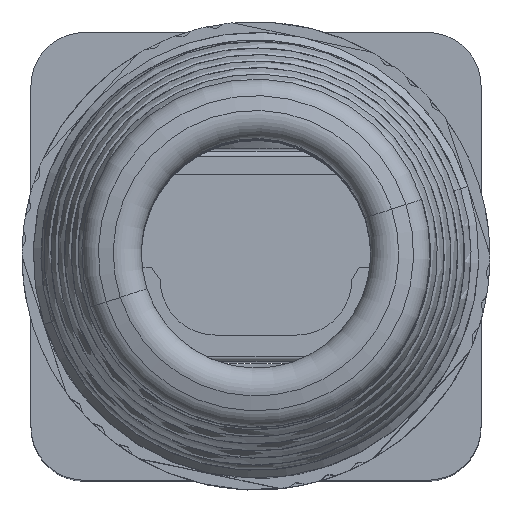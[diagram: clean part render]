
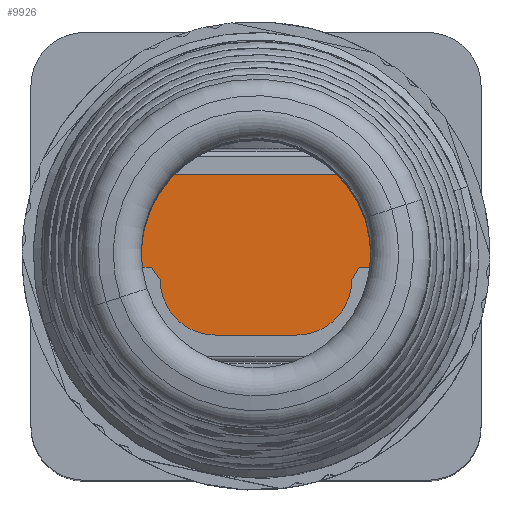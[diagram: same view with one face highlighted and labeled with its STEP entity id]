
A CAD part, top view. The second image highlights one B-rep face of the part: STEP entity #9926.
In plain terms, the highlighted planar face has unit normal (0, 0, 1).
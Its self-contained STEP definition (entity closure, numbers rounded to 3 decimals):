
#9828=AXIS2_PLACEMENT_3D('Circle Axis2P3D',#9826,#9827,$) ;
#9842=AXIS2_PLACEMENT_3D('Plane Axis2P3D',#9839,#9840,#9841) ;
#9867=AXIS2_PLACEMENT_3D('Circle Axis2P3D',#9865,#9866,$) ;
#9881=AXIS2_PLACEMENT_3D('Circle Axis2P3D',#9879,#9880,$) ;
#9909=AXIS2_PLACEMENT_3D('Circle Axis2P3D',#9907,#9908,$) ;
#9246=CARTESIAN_POINT('Vertex',(5.25,14.175,31.15)) ;
#9249=CARTESIAN_POINT('Line Origine',(10.5,14.175,31.15)) ;
#9253=CARTESIAN_POINT('Vertex',(15.75,14.175,31.15)) ;
#9823=CARTESIAN_POINT('Vertex',(4.95,13.875,31.15)) ;
#9826=CARTESIAN_POINT('Axis2P3D Location',(5.25,13.875,31.15)) ;
#9839=CARTESIAN_POINT('Axis2P3D Location',(5.25,13.875,31.15)) ;
#9844=CARTESIAN_POINT('Line Origine',(4.95,11.945,31.15)) ;
#9848=CARTESIAN_POINT('Vertex',(4.95,10.015,31.15)) ;
#9851=CARTESIAN_POINT('Line Origine',(5.375,10.015,31.15)) ;
#9855=CARTESIAN_POINT('Vertex',(5.801,10.015,31.15)) ;
#9858=CARTESIAN_POINT('Line Origine',(6.,9.73,31.15)) ;
#9862=CARTESIAN_POINT('Vertex',(6.2,9.445,31.15)) ;
#9865=CARTESIAN_POINT('Axis2P3D Location',(8.67,9.445,31.15)) ;
#9869=CARTESIAN_POINT('Vertex',(8.67,6.975,31.15)) ;
#9872=CARTESIAN_POINT('Line Origine',(10.5,6.975,31.15)) ;
#9876=CARTESIAN_POINT('Vertex',(12.33,6.975,31.15)) ;
#9879=CARTESIAN_POINT('Axis2P3D Location',(12.33,9.445,31.15)) ;
#9883=CARTESIAN_POINT('Vertex',(14.8,9.445,31.15)) ;
#9886=CARTESIAN_POINT('Line Origine',(14.965,9.73,31.15)) ;
#9890=CARTESIAN_POINT('Vertex',(15.129,10.015,31.15)) ;
#9893=CARTESIAN_POINT('Line Origine',(15.59,10.015,31.15)) ;
#9897=CARTESIAN_POINT('Vertex',(16.05,10.015,31.15)) ;
#9900=CARTESIAN_POINT('Line Origine',(16.05,11.945,31.15)) ;
#9904=CARTESIAN_POINT('Vertex',(16.05,13.875,31.15)) ;
#9907=CARTESIAN_POINT('Axis2P3D Location',(15.75,13.875,31.15)) ;
#9250=DIRECTION('Vector Direction',(1.,0.,0.)) ;
#9827=DIRECTION('Axis2P3D Direction',(0.,0.,-1.)) ;
#9840=DIRECTION('Axis2P3D Direction',(0.,0.,-1.)) ;
#9841=DIRECTION('Axis2P3D XDirection',(1.,0.,0.)) ;
#9845=DIRECTION('Vector Direction',(0.,1.,0.)) ;
#9852=DIRECTION('Vector Direction',(-1.,0.,0.)) ;
#9859=DIRECTION('Vector Direction',(-0.574,0.819,0.)) ;
#9866=DIRECTION('Axis2P3D Direction',(0.,0.,-1.)) ;
#9873=DIRECTION('Vector Direction',(-1.,0.,0.)) ;
#9880=DIRECTION('Axis2P3D Direction',(0.,0.,-1.)) ;
#9887=DIRECTION('Vector Direction',(-0.5,-0.866,0.)) ;
#9894=DIRECTION('Vector Direction',(-1.,0.,0.)) ;
#9901=DIRECTION('Vector Direction',(0.,-1.,0.)) ;
#9908=DIRECTION('Axis2P3D Direction',(0.,0.,-1.)) ;
#9251=VECTOR('Line Direction',#9250,1.) ;
#9846=VECTOR('Line Direction',#9845,1.) ;
#9853=VECTOR('Line Direction',#9852,1.) ;
#9860=VECTOR('Line Direction',#9859,1.) ;
#9874=VECTOR('Line Direction',#9873,1.) ;
#9888=VECTOR('Line Direction',#9887,1.) ;
#9895=VECTOR('Line Direction',#9894,1.) ;
#9902=VECTOR('Line Direction',#9901,1.) ;
#9913=ORIENTED_EDGE('',*,*,#9850,.F.) ;
#9914=ORIENTED_EDGE('',*,*,#9857,.F.) ;
#9915=ORIENTED_EDGE('',*,*,#9864,.F.) ;
#9916=ORIENTED_EDGE('',*,*,#9871,.F.) ;
#9917=ORIENTED_EDGE('',*,*,#9878,.F.) ;
#9918=ORIENTED_EDGE('',*,*,#9885,.F.) ;
#9919=ORIENTED_EDGE('',*,*,#9892,.F.) ;
#9920=ORIENTED_EDGE('',*,*,#9899,.F.) ;
#9921=ORIENTED_EDGE('',*,*,#9906,.F.) ;
#9922=ORIENTED_EDGE('',*,*,#9911,.F.) ;
#9923=ORIENTED_EDGE('',*,*,#9255,.F.) ;
#9924=ORIENTED_EDGE('',*,*,#9830,.F.) ;
#9926=ADVANCED_FACE('Hauptk\X2\00F6\X0\rper',(#9925),#9843,.F.) ;
#9829=CIRCLE('generated circle',#9828,0.3) ;
#9868=CIRCLE('generated circle',#9867,2.47) ;
#9882=CIRCLE('generated circle',#9881,2.47) ;
#9910=CIRCLE('generated circle',#9909,0.3) ;
#9255=EDGE_CURVE('',#9247,#9254,#9252,.T.) ;
#9830=EDGE_CURVE('',#9824,#9247,#9829,.T.) ;
#9850=EDGE_CURVE('',#9849,#9824,#9847,.T.) ;
#9857=EDGE_CURVE('',#9856,#9849,#9854,.T.) ;
#9864=EDGE_CURVE('',#9863,#9856,#9861,.T.) ;
#9871=EDGE_CURVE('',#9870,#9863,#9868,.T.) ;
#9878=EDGE_CURVE('',#9877,#9870,#9875,.T.) ;
#9885=EDGE_CURVE('',#9884,#9877,#9882,.T.) ;
#9892=EDGE_CURVE('',#9891,#9884,#9889,.T.) ;
#9899=EDGE_CURVE('',#9898,#9891,#9896,.T.) ;
#9906=EDGE_CURVE('',#9905,#9898,#9903,.T.) ;
#9911=EDGE_CURVE('',#9254,#9905,#9910,.T.) ;
#9912=EDGE_LOOP('',(#9913,#9914,#9915,#9916,#9917,#9918,#9919,#9920,#9921,#9922,#9923,#9924)) ;
#9925=FACE_OUTER_BOUND('',#9912,.T.) ;
#9252=LINE('Line',#9249,#9251) ;
#9847=LINE('Line',#9844,#9846) ;
#9854=LINE('Line',#9851,#9853) ;
#9861=LINE('Line',#9858,#9860) ;
#9875=LINE('Line',#9872,#9874) ;
#9889=LINE('Line',#9886,#9888) ;
#9896=LINE('Line',#9893,#9895) ;
#9903=LINE('Line',#9900,#9902) ;
#9843=PLANE('',#9842) ;
#9247=VERTEX_POINT('',#9246) ;
#9254=VERTEX_POINT('',#9253) ;
#9824=VERTEX_POINT('',#9823) ;
#9849=VERTEX_POINT('',#9848) ;
#9856=VERTEX_POINT('',#9855) ;
#9863=VERTEX_POINT('',#9862) ;
#9870=VERTEX_POINT('',#9869) ;
#9877=VERTEX_POINT('',#9876) ;
#9884=VERTEX_POINT('',#9883) ;
#9891=VERTEX_POINT('',#9890) ;
#9898=VERTEX_POINT('',#9897) ;
#9905=VERTEX_POINT('',#9904) ;
